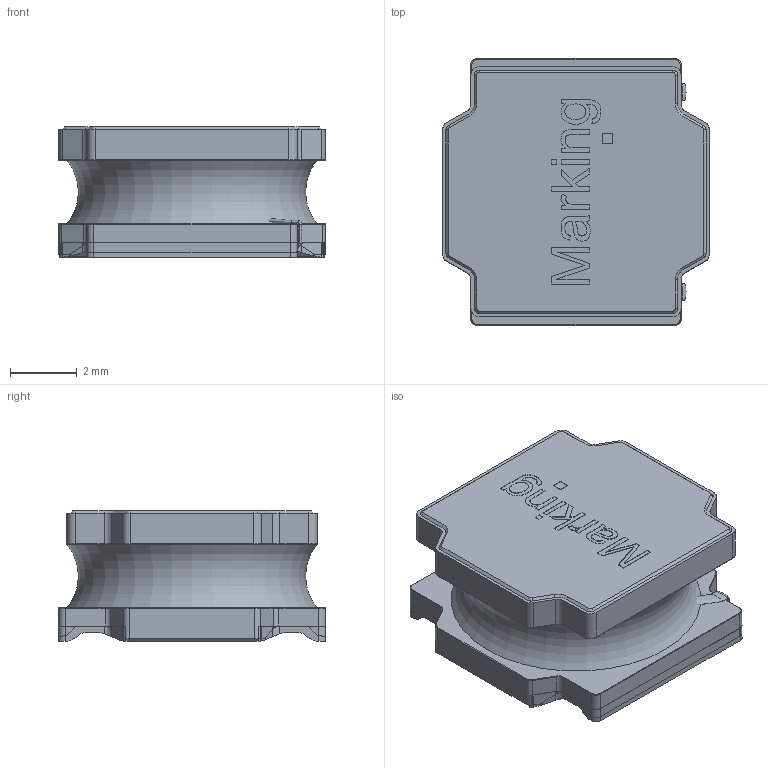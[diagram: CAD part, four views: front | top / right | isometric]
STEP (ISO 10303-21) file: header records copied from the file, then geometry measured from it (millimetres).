
FILE_DESCRIPTION(/* description */ ('Unknown'),/* implementation_level */ '2;1');
FILE_NAME(/* name */ '78404084xxx_8040',/* time_stamp */ '2022-03-04T14:13:38+01:00',/* author */ ('Unknown'),/* organization */ ('Unknown'),/* preprocessor_version */ 'ST-DEVELOPER v16.7',/* originating_system */ 'Solid Edge',/* authorisation */ 'Unknown');
FILE_SCHEMA (('AUTOMOTIVE_DESIGN {1 0 10303 214 3 1 1}'));
Length unit declared in the file: millimetre
Products named in the file (5): 78404084xxx_8040; housing; contact; spule; Glue
Assembly tree (4 placements, depth 2):
  78404084xxx_8040
    housing
    contact
    spule
    Glue
Bounding box: 8 x 8.01 x 3.9 mm (x, y, z)
Volume: 189.4 mm3; surface area: 614.3 mm2
Topology: 5 solids, 5 shells, 353 faces, 915 edges, 590 vertices
Faces by surface type: plane 176, cylinder 102, bspline 34, torus 25, cone 16
Full cylindrical faces by diameter (mm): 3.75 x1, 4 x1
Entity records: 14167 total; most frequent: CARTESIAN_POINT 4038, ORIENTED_EDGE 1786, DIRECTION 1679, EDGE_CURVE 893, AXIS2_PLACEMENT_3D 612, VERTEX_POINT 587, LINE 455, VECTOR 455
